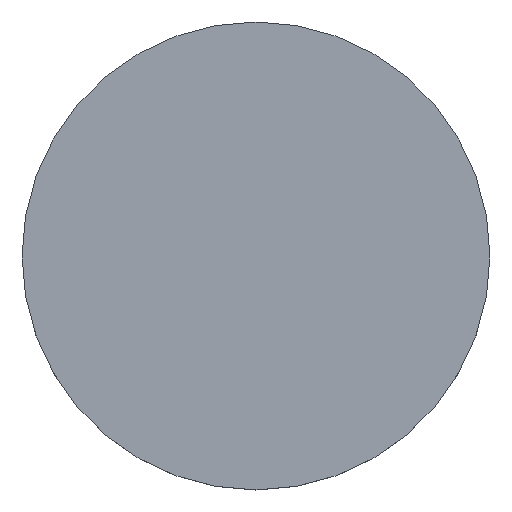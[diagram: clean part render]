
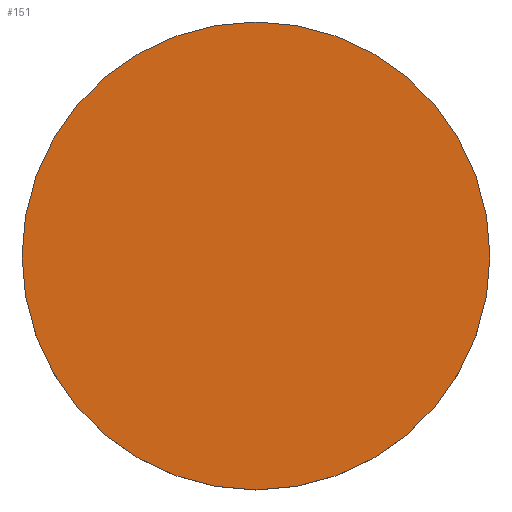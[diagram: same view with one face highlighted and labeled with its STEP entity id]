
A CAD part, top view. The second image highlights one B-rep face of the part: STEP entity #151.
In plain terms, the highlighted planar face has unit normal (0, 0, 1).
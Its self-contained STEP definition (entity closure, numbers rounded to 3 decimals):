
#10 = CARTESIAN_POINT ( 'NONE',  ( 0., 0., 10. ) ) ;
#11 = DIRECTION ( 'NONE',  ( 0., 0., 1. ) ) ;
#12 = AXIS2_PLACEMENT_3D ( 'NONE', #10, #137, #155 ) ;
#16 = ORIENTED_EDGE ( 'NONE', *, *, #39, .T. ) ;
#23 = CARTESIAN_POINT ( 'NONE',  ( -51.372, 0., 10. ) ) ;
#24 = DIRECTION ( 'NONE',  ( 1., 0., 0. ) ) ;
#39 = EDGE_CURVE ( 'NONE', #172, #174, #168, .T. ) ;
#45 = AXIS2_PLACEMENT_3D ( 'NONE', #75, #11, #60 ) ;
#60 = DIRECTION ( 'NONE',  ( 1., 0., 0. ) ) ;
#68 = EDGE_CURVE ( 'NONE', #174, #172, #112, .T. ) ;
#75 = CARTESIAN_POINT ( 'NONE',  ( 0., 0., 10. ) ) ;
#76 = PLANE ( 'NONE',  #169 ) ;
#101 = CARTESIAN_POINT ( 'NONE',  ( 51.372, 0., 10. ) ) ;
#112 = CIRCLE ( 'NONE', #12, 51.372 ) ;
#114 = EDGE_LOOP ( 'NONE', ( #16, #116 ) ) ;
#116 = ORIENTED_EDGE ( 'NONE', *, *, #68, .T. ) ;
#123 = CARTESIAN_POINT ( 'NONE',  ( 0., 0., 10. ) ) ;
#124 = FACE_OUTER_BOUND ( 'NONE', #114, .T. ) ;
#137 = DIRECTION ( 'NONE',  ( 0., 0., 1. ) ) ;
#138 = DIRECTION ( 'NONE',  ( 0., 0., 1. ) ) ;
#151 = ADVANCED_FACE ( 'NONE', ( #124 ), #76, .T. ) ;
#155 = DIRECTION ( 'NONE',  ( 1., 0., 0. ) ) ;
#168 = CIRCLE ( 'NONE', #45, 51.372 ) ;
#169 = AXIS2_PLACEMENT_3D ( 'NONE', #123, #138, #24 ) ;
#172 = VERTEX_POINT ( 'NONE', #23 ) ;
#174 = VERTEX_POINT ( 'NONE', #101 ) ;
